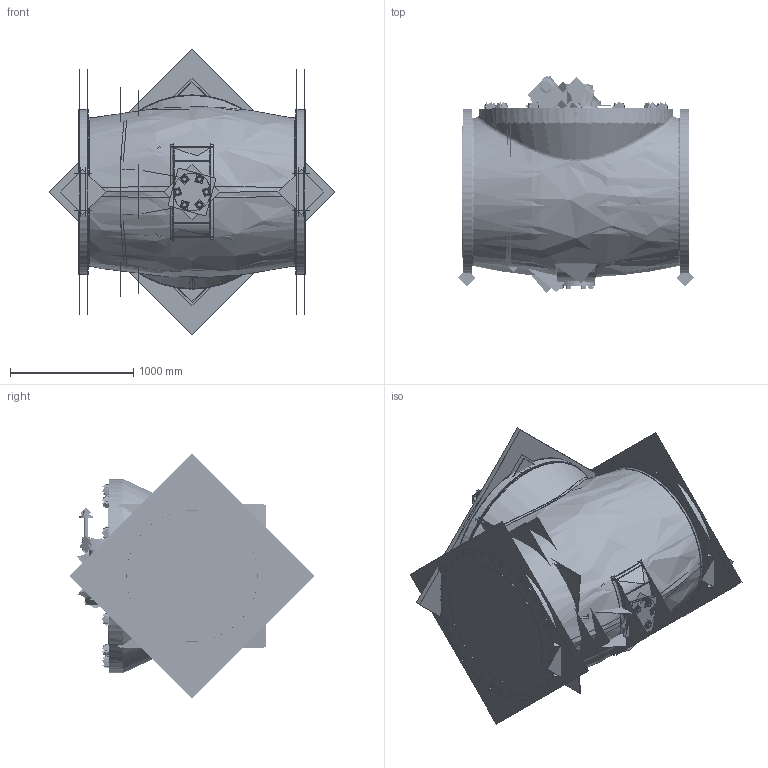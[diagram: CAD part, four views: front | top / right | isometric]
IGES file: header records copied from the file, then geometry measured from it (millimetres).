
Start section:  PTC IGES file: plug_flxfl-42in-nut_asm.igs
Global section: file name: plug_flxfl-42in-nut_asm.igs; native system: Creo Parametric by Parametric Technology Corporation; preprocessor: 2013050; author: HAPPY; organization: Unknown; date: 20170222.173715; units: inch
Bounding box: 2317.9 x 1980.35 x 2317.9 mm (x, y, z)
Volume: 724444284.9 mm3; surface area: 158380714.2 mm2
Topology: 85 solids, 84 shells, 4864 faces, 23753 edges, 29971 vertices
Faces by surface type: revolution 2512, bspline 2064, extrusion 288
